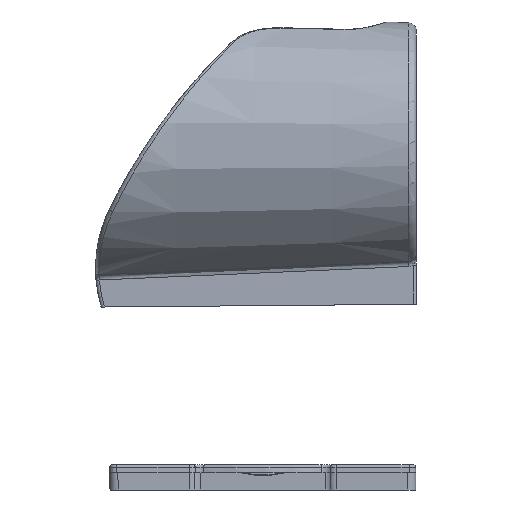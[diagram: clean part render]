
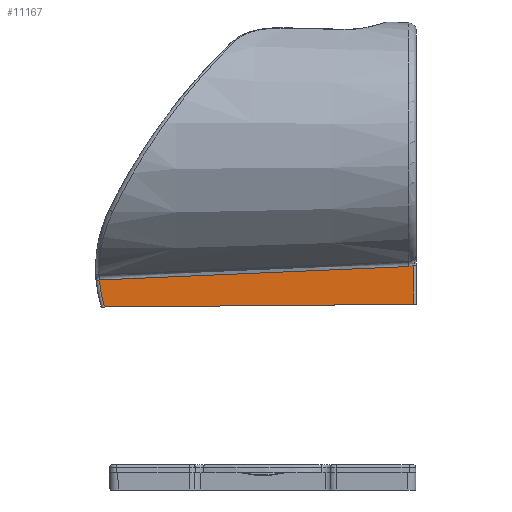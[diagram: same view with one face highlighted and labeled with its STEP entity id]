
A CAD part, left-side view. The second image highlights one B-rep face of the part: STEP entity #11167.
In plain terms, the highlighted planar face has unit normal (-1, -0.009, 0).
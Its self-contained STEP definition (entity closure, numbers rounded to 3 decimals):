
#401 =( BOUNDED_CURVE ( )  B_SPLINE_CURVE ( 3, ( #558, #8996, #1513, #8112 ),
 .UNSPECIFIED., .F., .F. ) 
 B_SPLINE_CURVE_WITH_KNOTS ( ( 4, 4 ),
 ( 3.225, 3.433 ),
 .UNSPECIFIED. ) 
 CURVE ( )  GEOMETRIC_REPRESENTATION_ITEM ( )  RATIONAL_B_SPLINE_CURVE ( ( 1., 0.996, 0.996, 1. ) ) 
 REPRESENTATION_ITEM ( '' )  );
#539 = CARTESIAN_POINT ( 'NONE',  ( -15.496, -0.506, -57.996 ) ) ;
#558 = CARTESIAN_POINT ( 'NONE',  ( -16.518, 116.62, -49.063 ) ) ;
#1087 = B_SPLINE_CURVE_WITH_KNOTS ( 'NONE', 3,
 ( #6757, #7578, #9585, #3982, #10529, #4906, #11472 ),
 .UNSPECIFIED., .F., .F.,
 ( 4, 3, 4 ),
 ( 0., 0.095, 0.114 ),
 .UNSPECIFIED. ) ;
#1296 = PLANE ( 'NONE',  #4765 ) ;
#1513 = CARTESIAN_POINT ( 'NONE',  ( -16.51, 115.709, -55.76 ) ) ;
#1590 = CARTESIAN_POINT ( 'NONE',  ( -15.519, 2.174, -44.059 ) ) ;
#1648 = EDGE_CURVE ( 'NONE', #8018, #6687, #4852, .T. ) ;
#1819 = VERTEX_POINT ( 'NONE', #9750 ) ;
#2182 = CARTESIAN_POINT ( 'NONE',  ( -15.509, 0.991, -58.009 ) ) ;
#2356 = VECTOR ( 'NONE', #5332, 1000. ) ;
#2556 = CARTESIAN_POINT ( 'NONE',  ( -15.524, 2.799, -44.118 ) ) ;
#2811 = VECTOR ( 'NONE', #3453, 1000. ) ;
#3218 = DIRECTION ( 'NONE',  ( 0.009, -1., 0. ) ) ;
#3453 = DIRECTION ( 'NONE',  ( 0.009, -1., 0.009 ) ) ;
#3654 = FACE_OUTER_BOUND ( 'NONE', #9767, .T. ) ;
#3982 = CARTESIAN_POINT ( 'NONE',  ( -16.353, 97.739, -48.244 ) ) ;
#4765 = AXIS2_PLACEMENT_3D ( 'NONE', #7876, #8827, #3218 ) ;
#4852 = LINE ( 'NONE', #11855, #2356 ) ;
#4906 = CARTESIAN_POINT ( 'NONE',  ( -16.463, 110.327, -48.79 ) ) ;
#4979 = LINE ( 'NONE', #539, #2811 ) ;
#5332 = DIRECTION ( 'NONE',  ( 0., 0., 1. ) ) ;
#6268 = CARTESIAN_POINT ( 'NONE',  ( -15.509, 0.991, -43.668 ) ) ;
#6687 = VERTEX_POINT ( 'NONE', #8341 ) ;
#6757 = CARTESIAN_POINT ( 'NONE',  ( -15.524, 2.799, -44.118 ) ) ;
#7223 = CARTESIAN_POINT ( 'NONE',  ( -15.514, 1.563, -43.906 ) ) ;
#7320 = EDGE_CURVE ( 'NONE', #9702, #9439, #401, .T. ) ;
#7578 = CARTESIAN_POINT ( 'NONE',  ( -15.801, 34.446, -45.495 ) ) ;
#7640 = ORIENTED_EDGE ( 'NONE', *, *, #10462, .T. ) ;
#7799 = ORIENTED_EDGE ( 'NONE', *, *, #8163, .T. ) ;
#7876 = CARTESIAN_POINT ( 'NONE',  ( -15.5, 0., 0. ) ) ;
#8018 = VERTEX_POINT ( 'NONE', #2182 ) ;
#8112 = CARTESIAN_POINT ( 'NONE',  ( -16.501, 114.738, -59.001 ) ) ;
#8163 = EDGE_CURVE ( 'NONE', #9439, #8018, #4979, .T. ) ;
#8166 = CARTESIAN_POINT ( 'NONE',  ( -15.522, 2.485, -44.105 ) ) ;
#8178 = EDGE_CURVE ( 'NONE', #6687, #1819, #11931, .T. ) ;
#8341 = CARTESIAN_POINT ( 'NONE',  ( -15.509, 0.991, -43.668 ) ) ;
#8720 = ORIENTED_EDGE ( 'NONE', *, *, #7320, .T. ) ;
#8827 = DIRECTION ( 'NONE',  ( -1., -0.009, 0. ) ) ;
#8996 = CARTESIAN_POINT ( 'NONE',  ( -16.515, 116.338, -52.435 ) ) ;
#9048 = ORIENTED_EDGE ( 'NONE', *, *, #1648, .T. ) ;
#9166 = CARTESIAN_POINT ( 'NONE',  ( -16.518, 116.62, -49.063 ) ) ;
#9439 = VERTEX_POINT ( 'NONE', #9570 ) ;
#9570 = CARTESIAN_POINT ( 'NONE',  ( -16.501, 114.738, -59.001 ) ) ;
#9585 = CARTESIAN_POINT ( 'NONE',  ( -16.077, 66.093, -46.87 ) ) ;
#9702 = VERTEX_POINT ( 'NONE', #9166 ) ;
#9750 = CARTESIAN_POINT ( 'NONE',  ( -15.524, 2.799, -44.118 ) ) ;
#9767 = EDGE_LOOP ( 'NONE', ( #7640, #8720, #7799, #9048, #10943 ) ) ;
#10462 = EDGE_CURVE ( 'NONE', #1819, #9702, #1087, .T. ) ;
#10529 = CARTESIAN_POINT ( 'NONE',  ( -16.408, 104.033, -48.517 ) ) ;
#10943 = ORIENTED_EDGE ( 'NONE', *, *, #8178, .T. ) ;
#11167 = ADVANCED_FACE ( 'NONE', ( #3654 ), #1296, .T. ) ;
#11472 = CARTESIAN_POINT ( 'NONE',  ( -16.518, 116.62, -49.063 ) ) ;
#11855 = CARTESIAN_POINT ( 'NONE',  ( -15.509, 0.991, -43.041 ) ) ;
#11898 = CARTESIAN_POINT ( 'NONE',  ( -15.511, 1.271, -43.801 ) ) ;
#11931 = B_SPLINE_CURVE_WITH_KNOTS ( 'NONE', 3,
 ( #6268, #11898, #7223, #1590, #8166, #2556 ),
 .UNSPECIFIED., .F., .F.,
 ( 4, 2, 4 ),
 ( 0.001, 0.002, 0.003 ),
 .UNSPECIFIED. ) ;
